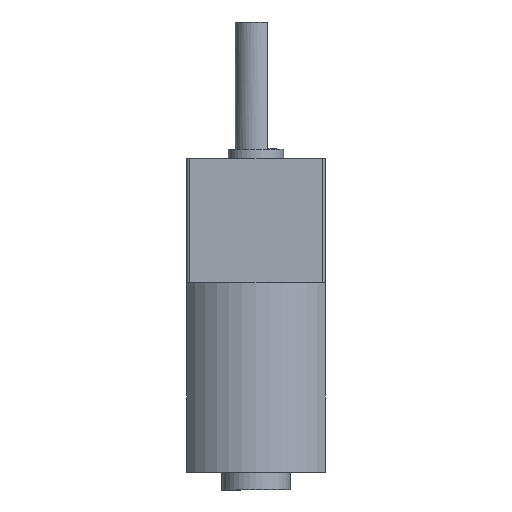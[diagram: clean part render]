
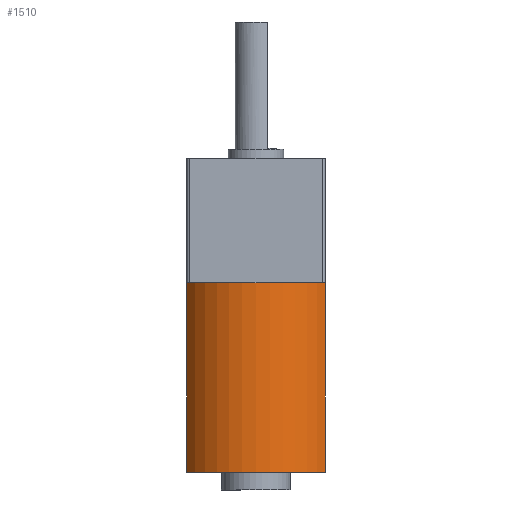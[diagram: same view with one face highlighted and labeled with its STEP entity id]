
A CAD part, left-side view. The second image highlights one B-rep face of the part: STEP entity #1510.
In plain terms, the highlighted cylindrical face has radius 6 mm (diameter 12 mm), a partial arc.
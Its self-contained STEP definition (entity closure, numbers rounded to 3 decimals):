
#662 = VERTEX_POINT('',#663);
#663 = CARTESIAN_POINT('',(-3.317,-5.,-9.7));
#677 = PLANE('',#678);
#678 = AXIS2_PLACEMENT_3D('',#679,#680,#681);
#679 = CARTESIAN_POINT('',(0.,0.,-9.7));
#680 = DIRECTION('',(0.,0.,1.));
#681 = DIRECTION('',(0.,1.,0.));
#705 = PLANE('',#706);
#706 = AXIS2_PLACEMENT_3D('',#707,#708,#709);
#707 = CARTESIAN_POINT('',(3.317,-5.,-9.7));
#708 = DIRECTION('',(-0.,1.,0.));
#709 = DIRECTION('',(-1.,0.,0.));
#949 = VERTEX_POINT('',#950);
#950 = CARTESIAN_POINT('',(-6.,0.,-9.7));
#964 = PLANE('',#965);
#965 = AXIS2_PLACEMENT_3D('',#966,#967,#968);
#966 = CARTESIAN_POINT('',(0.,0.,-9.7));
#967 = DIRECTION('',(0.,0.,1.));
#968 = DIRECTION('',(0.,1.,0.));
#1127 = VERTEX_POINT('',#1128);
#1128 = CARTESIAN_POINT('',(-3.317,5.,-9.7));
#1142 = PLANE('',#1143);
#1143 = AXIS2_PLACEMENT_3D('',#1144,#1145,#1146);
#1144 = CARTESIAN_POINT('',(3.317,5.,-9.7));
#1145 = DIRECTION('',(-0.,1.,0.));
#1146 = DIRECTION('',(-1.,0.,0.));
#1240 = VERTEX_POINT('',#1241);
#1241 = CARTESIAN_POINT('',(-3.317,-5.,-23.4));
#1254 = PLANE('',#1255);
#1255 = AXIS2_PLACEMENT_3D('',#1256,#1257,#1258);
#1256 = CARTESIAN_POINT('',(0.,0.,-23.4));
#1257 = DIRECTION('',(0.,0.,-1.));
#1258 = DIRECTION('',(1.,0.,0.));
#1265 = EDGE_CURVE('',#662,#1240,#1266,.T.);
#1266 = SURFACE_CURVE('',#1267,(#1271,#1278),.PCURVE_S1.);
#1267 = LINE('',#1268,#1269);
#1268 = CARTESIAN_POINT('',(-3.317,-5.,-9.7));
#1269 = VECTOR('',#1270,1.);
#1270 = DIRECTION('',(0.,0.,-1.));
#1271 = PCURVE('',#705,#1272);
#1272 = DEFINITIONAL_REPRESENTATION('',(#1273),#1277);
#1273 = LINE('',#1274,#1275);
#1274 = CARTESIAN_POINT('',(6.633,0.));
#1275 = VECTOR('',#1276,1.);
#1276 = DIRECTION('',(0.,-1.));
#1277 = ( GEOMETRIC_REPRESENTATION_CONTEXT(2) 
PARAMETRIC_REPRESENTATION_CONTEXT() REPRESENTATION_CONTEXT('2D SPACE',''
  ) );
#1278 = PCURVE('',#1279,#1284);
#1279 = CYLINDRICAL_SURFACE('',#1280,6.);
#1280 = AXIS2_PLACEMENT_3D('',#1281,#1282,#1283);
#1281 = CARTESIAN_POINT('',(0.,0.,-9.7));
#1282 = DIRECTION('',(0.,0.,-1.));
#1283 = DIRECTION('',(1.,0.,0.));
#1284 = DEFINITIONAL_REPRESENTATION('',(#1285),#1289);
#1285 = LINE('',#1286,#1287);
#1286 = CARTESIAN_POINT('',(2.156,0.));
#1287 = VECTOR('',#1288,1.);
#1288 = DIRECTION('',(0.,1.));
#1289 = ( GEOMETRIC_REPRESENTATION_CONTEXT(2) 
PARAMETRIC_REPRESENTATION_CONTEXT() REPRESENTATION_CONTEXT('2D SPACE',''
  ) );
#1295 = EDGE_CURVE('',#662,#949,#1296,.T.);
#1296 = SURFACE_CURVE('',#1297,(#1302,#1313),.PCURVE_S1.);
#1297 = CIRCLE('',#1298,6.);
#1298 = AXIS2_PLACEMENT_3D('',#1299,#1300,#1301);
#1299 = CARTESIAN_POINT('',(0.,0.,-9.7));
#1300 = DIRECTION('',(0.,0.,-1.));
#1301 = DIRECTION('',(1.,0.,0.));
#1302 = PCURVE('',#677,#1303);
#1303 = DEFINITIONAL_REPRESENTATION('',(#1304),#1312);
#1304 = ( BOUNDED_CURVE() B_SPLINE_CURVE(2,(#1305,#1306,#1307,#1308,
#1309,#1310,#1311),.UNSPECIFIED.,.F.,.F.) B_SPLINE_CURVE_WITH_KNOTS((1,2
    ,2,2,2,1),(-2.094,0.,2.094,4.189,
6.283,8.378),.UNSPECIFIED.) CURVE() 
GEOMETRIC_REPRESENTATION_ITEM() RATIONAL_B_SPLINE_CURVE((1.,0.5,1.,0.5,
1.,0.5,1.)) REPRESENTATION_ITEM('') );
#1305 = CARTESIAN_POINT('',(0.,-6.));
#1306 = CARTESIAN_POINT('',(-10.392,-6.));
#1307 = CARTESIAN_POINT('',(-5.196,3.));
#1308 = CARTESIAN_POINT('',(0.,12.));
#1309 = CARTESIAN_POINT('',(5.196,3.));
#1310 = CARTESIAN_POINT('',(10.392,-6.));
#1311 = CARTESIAN_POINT('',(0.,-6.));
#1312 = ( GEOMETRIC_REPRESENTATION_CONTEXT(2) 
PARAMETRIC_REPRESENTATION_CONTEXT() REPRESENTATION_CONTEXT('2D SPACE',''
  ) );
#1313 = PCURVE('',#1279,#1314);
#1314 = DEFINITIONAL_REPRESENTATION('',(#1315),#1319);
#1315 = LINE('',#1316,#1317);
#1316 = CARTESIAN_POINT('',(0.,0.));
#1317 = VECTOR('',#1318,1.);
#1318 = DIRECTION('',(1.,0.));
#1319 = ( GEOMETRIC_REPRESENTATION_CONTEXT(2) 
PARAMETRIC_REPRESENTATION_CONTEXT() REPRESENTATION_CONTEXT('2D SPACE',''
  ) );
#1364 = EDGE_CURVE('',#949,#1127,#1365,.T.);
#1365 = SURFACE_CURVE('',#1366,(#1371,#1382),.PCURVE_S1.);
#1366 = CIRCLE('',#1367,6.);
#1367 = AXIS2_PLACEMENT_3D('',#1368,#1369,#1370);
#1368 = CARTESIAN_POINT('',(0.,0.,-9.7));
#1369 = DIRECTION('',(0.,0.,-1.));
#1370 = DIRECTION('',(1.,0.,0.));
#1371 = PCURVE('',#964,#1372);
#1372 = DEFINITIONAL_REPRESENTATION('',(#1373),#1381);
#1373 = ( BOUNDED_CURVE() B_SPLINE_CURVE(2,(#1374,#1375,#1376,#1377,
#1378,#1379,#1380),.UNSPECIFIED.,.F.,.F.) B_SPLINE_CURVE_WITH_KNOTS((1,2
    ,2,2,2,1),(-2.094,0.,2.094,4.189,
6.283,8.378),.UNSPECIFIED.) CURVE() 
GEOMETRIC_REPRESENTATION_ITEM() RATIONAL_B_SPLINE_CURVE((1.,0.5,1.,0.5,
1.,0.5,1.)) REPRESENTATION_ITEM('') );
#1374 = CARTESIAN_POINT('',(0.,-6.));
#1375 = CARTESIAN_POINT('',(-10.392,-6.));
#1376 = CARTESIAN_POINT('',(-5.196,3.));
#1377 = CARTESIAN_POINT('',(0.,12.));
#1378 = CARTESIAN_POINT('',(5.196,3.));
#1379 = CARTESIAN_POINT('',(10.392,-6.));
#1380 = CARTESIAN_POINT('',(0.,-6.));
#1381 = ( GEOMETRIC_REPRESENTATION_CONTEXT(2) 
PARAMETRIC_REPRESENTATION_CONTEXT() REPRESENTATION_CONTEXT('2D SPACE',''
  ) );
#1382 = PCURVE('',#1279,#1383);
#1383 = DEFINITIONAL_REPRESENTATION('',(#1384),#1388);
#1384 = LINE('',#1385,#1386);
#1385 = CARTESIAN_POINT('',(0.,0.));
#1386 = VECTOR('',#1387,1.);
#1387 = DIRECTION('',(1.,0.));
#1388 = ( GEOMETRIC_REPRESENTATION_CONTEXT(2) 
PARAMETRIC_REPRESENTATION_CONTEXT() REPRESENTATION_CONTEXT('2D SPACE',''
  ) );
#1420 = VERTEX_POINT('',#1421);
#1421 = CARTESIAN_POINT('',(-3.317,5.,-23.4));
#1440 = EDGE_CURVE('',#1127,#1420,#1441,.T.);
#1441 = SURFACE_CURVE('',#1442,(#1446,#1453),.PCURVE_S1.);
#1442 = LINE('',#1443,#1444);
#1443 = CARTESIAN_POINT('',(-3.317,5.,-9.7));
#1444 = VECTOR('',#1445,1.);
#1445 = DIRECTION('',(0.,0.,-1.));
#1446 = PCURVE('',#1142,#1447);
#1447 = DEFINITIONAL_REPRESENTATION('',(#1448),#1452);
#1448 = LINE('',#1449,#1450);
#1449 = CARTESIAN_POINT('',(6.633,0.));
#1450 = VECTOR('',#1451,1.);
#1451 = DIRECTION('',(0.,-1.));
#1452 = ( GEOMETRIC_REPRESENTATION_CONTEXT(2) 
PARAMETRIC_REPRESENTATION_CONTEXT() REPRESENTATION_CONTEXT('2D SPACE',''
  ) );
#1453 = PCURVE('',#1279,#1454);
#1454 = DEFINITIONAL_REPRESENTATION('',(#1455),#1459);
#1455 = LINE('',#1456,#1457);
#1456 = CARTESIAN_POINT('',(4.127,0.));
#1457 = VECTOR('',#1458,1.);
#1458 = DIRECTION('',(0.,1.));
#1459 = ( GEOMETRIC_REPRESENTATION_CONTEXT(2) 
PARAMETRIC_REPRESENTATION_CONTEXT() REPRESENTATION_CONTEXT('2D SPACE',''
  ) );
#1510 = ADVANCED_FACE('',(#1511),#1279,.T.);
#1511 = FACE_BOUND('',#1512,.T.);
#1512 = EDGE_LOOP('',(#1513,#1514,#1515,#1516,#1517));
#1513 = ORIENTED_EDGE('',*,*,#1265,.F.);
#1514 = ORIENTED_EDGE('',*,*,#1295,.T.);
#1515 = ORIENTED_EDGE('',*,*,#1364,.T.);
#1516 = ORIENTED_EDGE('',*,*,#1440,.T.);
#1517 = ORIENTED_EDGE('',*,*,#1518,.F.);
#1518 = EDGE_CURVE('',#1240,#1420,#1519,.T.);
#1519 = SURFACE_CURVE('',#1520,(#1525,#1532),.PCURVE_S1.);
#1520 = CIRCLE('',#1521,6.);
#1521 = AXIS2_PLACEMENT_3D('',#1522,#1523,#1524);
#1522 = CARTESIAN_POINT('',(0.,0.,-23.4));
#1523 = DIRECTION('',(0.,0.,-1.));
#1524 = DIRECTION('',(1.,0.,0.));
#1525 = PCURVE('',#1279,#1526);
#1526 = DEFINITIONAL_REPRESENTATION('',(#1527),#1531);
#1527 = LINE('',#1528,#1529);
#1528 = CARTESIAN_POINT('',(0.,13.7));
#1529 = VECTOR('',#1530,1.);
#1530 = DIRECTION('',(1.,0.));
#1531 = ( GEOMETRIC_REPRESENTATION_CONTEXT(2) 
PARAMETRIC_REPRESENTATION_CONTEXT() REPRESENTATION_CONTEXT('2D SPACE',''
  ) );
#1532 = PCURVE('',#1254,#1533);
#1533 = DEFINITIONAL_REPRESENTATION('',(#1534),#1538);
#1534 = CIRCLE('',#1535,6.);
#1535 = AXIS2_PLACEMENT_2D('',#1536,#1537);
#1536 = CARTESIAN_POINT('',(0.,0.));
#1537 = DIRECTION('',(1.,0.));
#1538 = ( GEOMETRIC_REPRESENTATION_CONTEXT(2) 
PARAMETRIC_REPRESENTATION_CONTEXT() REPRESENTATION_CONTEXT('2D SPACE',''
  ) );
